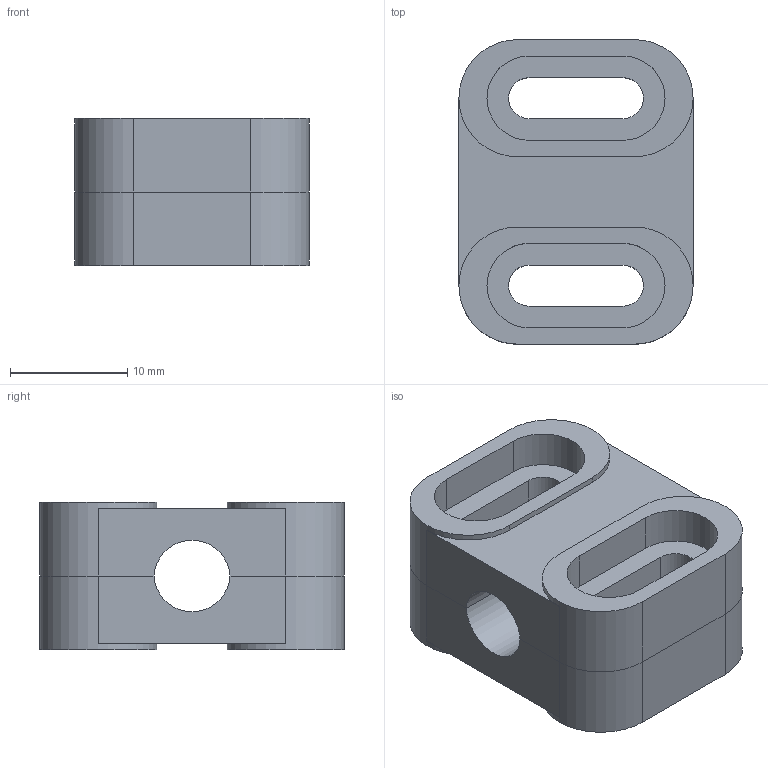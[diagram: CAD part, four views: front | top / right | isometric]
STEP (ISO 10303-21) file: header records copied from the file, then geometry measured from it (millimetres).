
FILE_DESCRIPTION((''),'2;1');
FILE_NAME('DM_CAD-3197_ASM','2017-10-20T',('creinig-se'),(''),'PRO/ENGINEER BY PARAMETRIC TECHNOLOGY CORPORATION, 2015440','PRO/ENGINEER BY PARAMETRIC TECHNOLOGY CORPORATION, 2015440','');
FILE_SCHEMA(('CONFIG_CONTROL_DESIGN'));
Length unit declared in the file: millimetre
Products named in the file (2): DM_CAD-3197; DM_CAD-3197_ASM
Assembly tree (2 placements, depth 2):
  DM_CAD-3197_ASM
    DM_CAD-3197  x2
Bounding box: 20 x 26 x 12.6 mm (x, y, z)
Volume: 3803.5 mm3; surface area: 3664.4 mm2
Topology: 2 solids, 2 shells, 68 faces, 212 edges, 184 vertices
Faces by surface type: plane 42, cylinder 26
Entity records: 1850 total; most frequent: DIRECTION 218, CARTESIAN_POINT 207, ORIENTED_EDGE 180, PRESENTATION_STYLE_ASSIGNMENT 142, STYLED_ITEM 142, CURVE_STYLE 107, EDGE_CURVE 90, VECTOR 76
